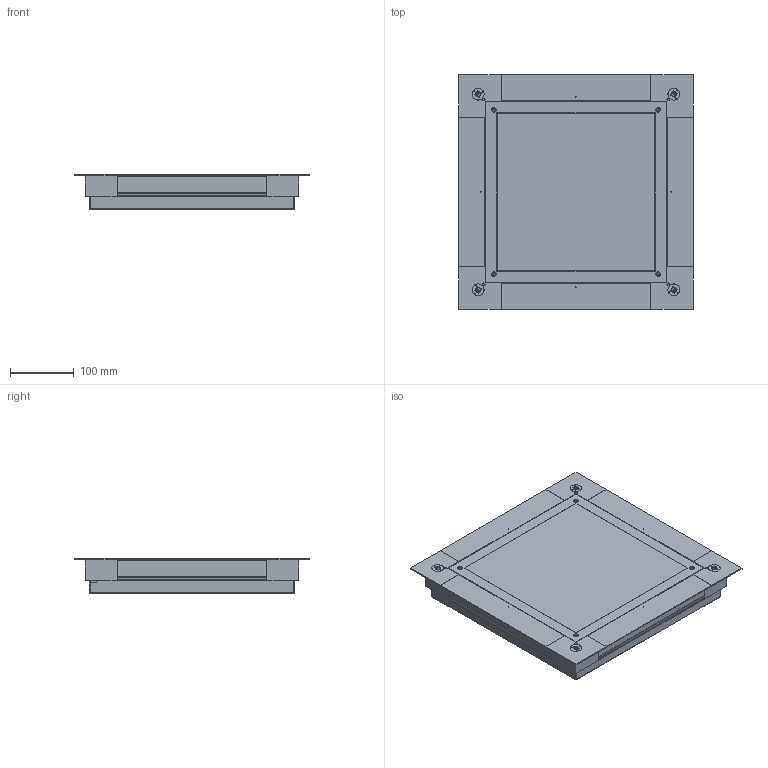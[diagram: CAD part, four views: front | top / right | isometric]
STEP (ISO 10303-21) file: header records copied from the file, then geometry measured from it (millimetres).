
FILE_DESCRIPTION (( 'STEP AP214' ), '1' );
FILE_NAME ('7410060_KSTP1.stp', '2016-05-03T13:22:18', ( '' ), ( '' ), 'SwSTEP 2.0', 'SolidWorks 2014', '' );
FILE_SCHEMA (( 'AUTOMOTIVE_DESIGN' ));
Length unit declared in the file: inch
Products named in the file (10): 001068; 43664E; 53001BU; 43514A; 001065_250 er Dose; 001069_Mit  Tasche f黵 Fallblech; 7410060_KSTP1; 42955A; 013180; 007221
Assembly tree (24 placements, depth 2):
  7410060_KSTP1
    001069_Mit  Tasche f黵 Fallblech  x4
    001065_250 er Dose  x4
    43514A
    53001BU  x4
    43664E
    001068  x4
    007221  x4
    013180
    42955A
Bounding box: 367 x 367 x 55 mm (x, y, z)
Volume: 841851.6 mm3; surface area: 999209.2 mm2
Topology: 24 solids, 24 shells, 1835 faces, 5099 edges, 3338 vertices
Faces by surface type: cylinder 838, plane 705, bspline 164, cone 128
Entity records: 30183 total; most frequent: CARTESIAN_POINT 9089, ORIENTED_EDGE 3028, DIRECTION 2616, EDGE_CURVE 1514, VERTEX_POINT 989, AXIS2_PLACEMENT_3D 905, VECTOR 806, LINE 806
